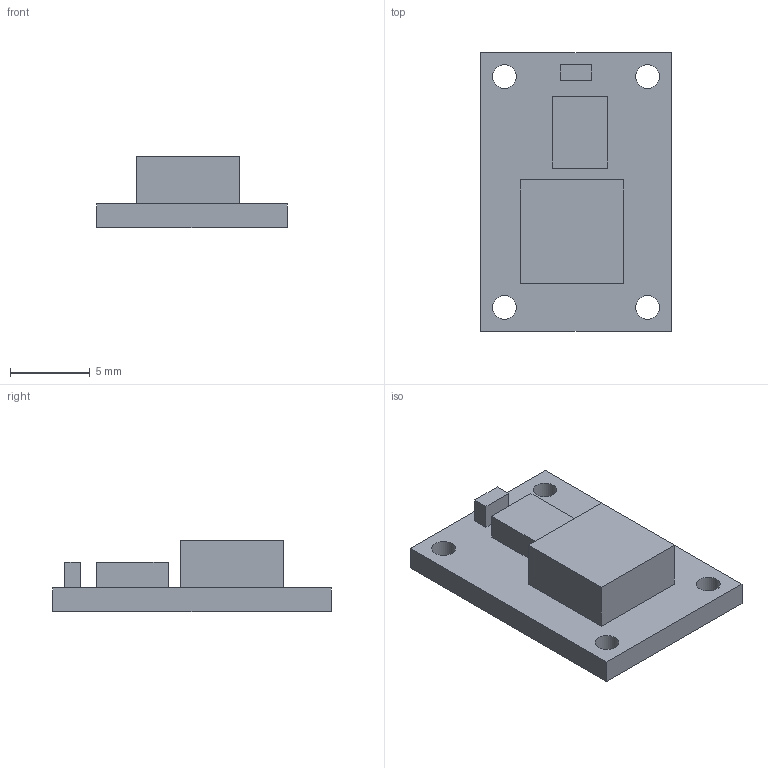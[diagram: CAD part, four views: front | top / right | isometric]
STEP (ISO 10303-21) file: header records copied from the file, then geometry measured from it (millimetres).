
FILE_DESCRIPTION(/* description */ (''),/* implementation_level */ '2;1');
FILE_NAME(/* name */ 'MP158EN 12V to 5V 1.8A Buck.step',/* time_stamp */ '2026-02-26T02:30:58-05:00',/* author */ (''),/* organization */ (''),/* preprocessor_version */ 'ST-DEVELOPER v20.1',/* originating_system */ 'Autodesk Translation Framework v14.24.0.0',/* authorisation */ '');
FILE_SCHEMA (('AUTOMOTIVE_DESIGN { 1 0 10303 214 3 1 1 }'));
Length unit declared in the file: millimetre
Products named in the file (1): 2026-02-26-00-00-45-546
Bounding box: 12 x 17.5 x 4.5 mm (x, y, z)
Volume: 459.5 mm3; surface area: 635.8 mm2
Topology: 1 solids, 1 shells, 25 faces, 60 edges, 40 vertices
Faces by surface type: plane 21, cylinder 4
Full cylindrical faces by diameter (mm): 1.5 x4
Entity records: 771 total; most frequent: CARTESIAN_POINT 126, ORIENTED_EDGE 120, DIRECTION 120, EDGE_CURVE 60, LINE 52, VECTOR 52, VERTEX_POINT 40, EDGE_LOOP 36
